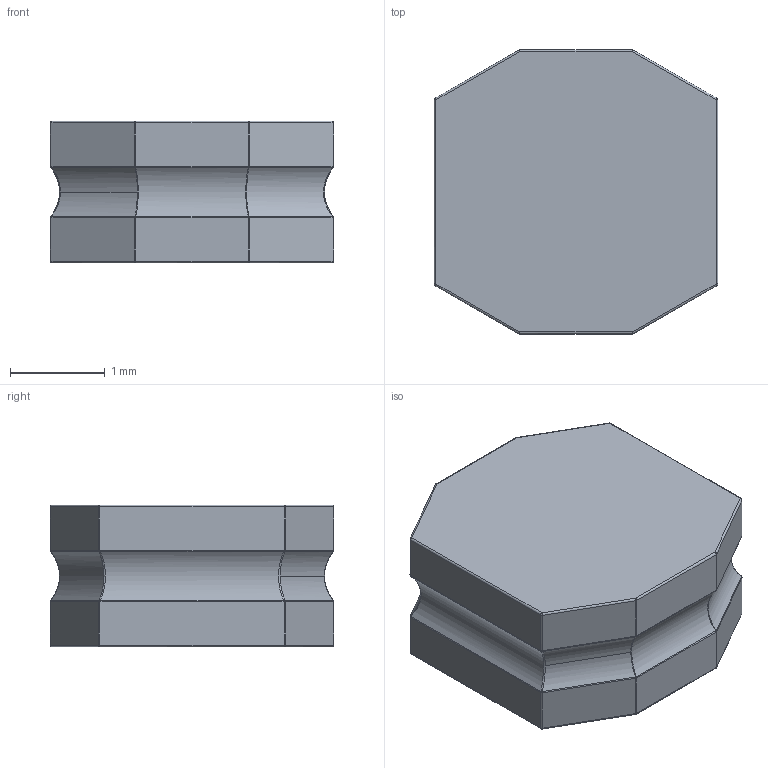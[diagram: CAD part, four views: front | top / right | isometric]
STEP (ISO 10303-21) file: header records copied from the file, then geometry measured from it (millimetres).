
FILE_DESCRIPTION (( 'STEP AP214' ), '1' );
FILE_NAME ('User Library-e531_vls 45.STEP', '2021-09-29T10:25:28', ( '' ), ( '' ), 'SwSTEP 2.0', 'SolidWorks 2021', '' );
FILE_SCHEMA (( 'AUTOMOTIVE_DESIGN' ));
Length unit declared in the file: inch
Products named in the file (1): User Library-e531_vls 45
Bounding box: 3 x 3 x 1.5 mm (x, y, z)
Volume: 11.7 mm3; surface area: 31.9 mm2
Topology: 1 solids, 1 shells, 118 faces, 322 edges, 174 vertices
Faces by surface type: bspline 52, cylinder 48, plane 18
Entity records: 6418 total; most frequent: CARTESIAN_POINT 3915, ORIENTED_EDGE 580, DIRECTION 426, EDGE_CURVE 290, VERTEX_POINT 174, AXIS2_PLACEMENT_3D 165, FACE_OUTER_BOUND 118, ADVANCED_FACE 118
